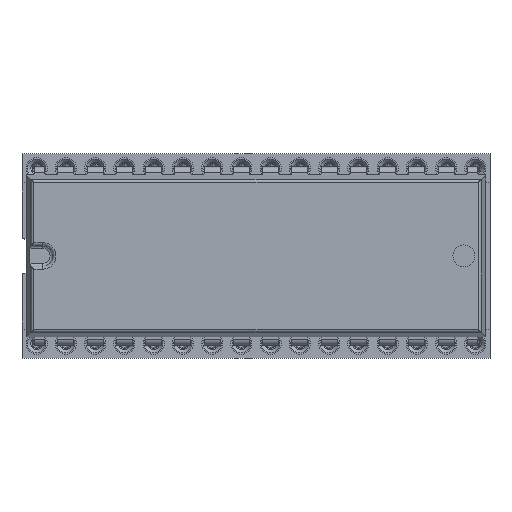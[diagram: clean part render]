
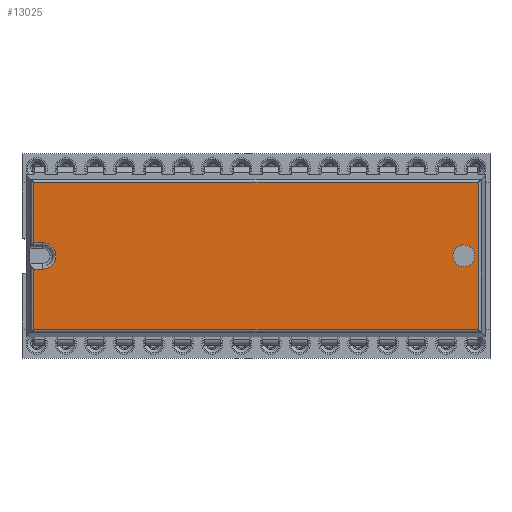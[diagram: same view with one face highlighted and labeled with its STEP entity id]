
A CAD part, top view. The second image highlights one B-rep face of the part: STEP entity #13025.
In plain terms, the highlighted planar face has unit normal (0, 0, 1).
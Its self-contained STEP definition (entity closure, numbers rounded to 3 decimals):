
#13025=ADVANCED_FACE('',(#27894,#27896),#27898,.T.);
#27894=FACE_BOUND('',#27895,.T.);
#27895=EDGE_LOOP('',(#36325,#36326,#36327,#36328,#36329,#36330,#36331,#36332));
#27896=FACE_BOUND('',#27897,.T.);
#27897=EDGE_LOOP('',(#36333));
#27898=PLANE('',#27899);
#27899=AXIS2_PLACEMENT_3D('',#27900,#27901,#27902);
#27900=CARTESIAN_POINT('',(0.,0.,3.9));
#27901=DIRECTION('',(0.,0.,1.));
#27902=DIRECTION('',(1.,0.,0.));
#36325=ORIENTED_EDGE('',*,*,#41415,.T.);
#36326=ORIENTED_EDGE('',*,*,#41423,.T.);
#36327=ORIENTED_EDGE('',*,*,#41421,.T.);
#36328=ORIENTED_EDGE('',*,*,#41420,.T.);
#36329=ORIENTED_EDGE('',*,*,#41406,.T.);
#36330=ORIENTED_EDGE('',*,*,#41404,.T.);
#36331=ORIENTED_EDGE('',*,*,#41402,.T.);
#36332=ORIENTED_EDGE('',*,*,#41418,.T.);
#36333=ORIENTED_EDGE('',*,*,#41424,.T.);
#41402=EDGE_CURVE('',#46787,#46785,#46788,.T.);
#41404=EDGE_CURVE('',#46790,#46787,#46791,.T.);
#41406=EDGE_CURVE('',#46793,#46790,#46794,.T.);
#41415=EDGE_CURVE('',#46807,#46808,#46809,.F.);
#41418=EDGE_CURVE('',#46785,#46807,#46812,.T.);
#41420=EDGE_CURVE('',#46813,#46793,#46815,.T.);
#41421=EDGE_CURVE('',#46816,#46813,#46817,.F.);
#41423=EDGE_CURVE('',#46808,#46816,#46819,.F.);
#41424=EDGE_CURVE('',#46820,#46820,#46821,.F.);
#46785=VERTEX_POINT('',#63829);
#46787=VERTEX_POINT('',#63834);
#46788=LINE('',#63835,#63836);
#46790=VERTEX_POINT('',#63842);
#46791=LINE('',#63843,#63844);
#46793=VERTEX_POINT('',#63850);
#46794=LINE('',#63851,#63852);
#46807=VERTEX_POINT('',#63886);
#46808=VERTEX_POINT('',#63887);
#46809=LINE('',#63888,#63889);
#46812=LINE('',#63899,#63900);
#46813=VERTEX_POINT('',#63902);
#46815=LINE('',#63907,#63908);
#46816=VERTEX_POINT('',#63910);
#46817=LINE('',#63911,#63912);
#46819=CIRCLE('',#63918,1.15);
#46820=VERTEX_POINT('',#63922);
#46821=CIRCLE('',#63923,0.95);
#63829=CARTESIAN_POINT('',(-0.251,14.016,3.9));
#63834=CARTESIAN_POINT('',(38.351,14.016,3.9));
#63835=CARTESIAN_POINT('',(38.351,14.016,3.9));
#63836=VECTOR('',#63837,1.);
#63837=DIRECTION('',(-1.,0.,0.));
#63842=CARTESIAN_POINT('',(38.351,1.224,3.9));
#63843=CARTESIAN_POINT('',(38.351,1.224,3.9));
#63844=VECTOR('',#63845,1.);
#63845=DIRECTION('',(0.,1.,0.));
#63850=CARTESIAN_POINT('',(-0.251,1.224,3.9));
#63851=CARTESIAN_POINT('',(-0.251,1.224,3.9));
#63852=VECTOR('',#63853,1.);
#63853=DIRECTION('',(1.,0.,0.));
#63886=CARTESIAN_POINT('',(-0.251,8.77,3.9));
#63887=CARTESIAN_POINT('',(0.515,8.77,3.9));
#63888=CARTESIAN_POINT('',(0.515,8.77,3.9));
#63889=VECTOR('',#63890,1.);
#63890=DIRECTION('',(-1.,0.,0.));
#63899=CARTESIAN_POINT('',(-0.251,14.016,3.9));
#63900=VECTOR('',#63901,1.);
#63901=DIRECTION('',(0.,-1.,0.));
#63902=CARTESIAN_POINT('',(-0.251,6.47,3.9));
#63907=CARTESIAN_POINT('',(-0.251,6.47,3.9));
#63908=VECTOR('',#63909,1.);
#63909=DIRECTION('',(0.,-1.,0.));
#63910=CARTESIAN_POINT('',(0.515,6.47,3.9));
#63911=CARTESIAN_POINT('',(-0.251,6.47,3.9));
#63912=VECTOR('',#63913,1.);
#63913=DIRECTION('',(1.,0.,0.));
#63918=AXIS2_PLACEMENT_3D('',#63919,#63920,#63921);
#63919=CARTESIAN_POINT('',(0.515,7.62,3.9));
#63920=DIRECTION('',(-0.,0.,1.));
#63921=DIRECTION('',(0.,-1.,0.));
#63922=CARTESIAN_POINT('',(38.05,7.62,3.9));
#63923=AXIS2_PLACEMENT_3D('',#63924,#63925,#63926);
#63924=CARTESIAN_POINT('',(37.1,7.62,3.9));
#63925=DIRECTION('',(0.,0.,1.));
#63926=DIRECTION('',(1.,0.,0.));
